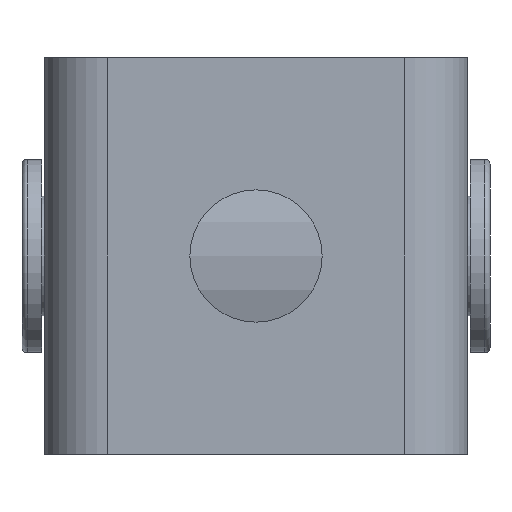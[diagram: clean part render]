
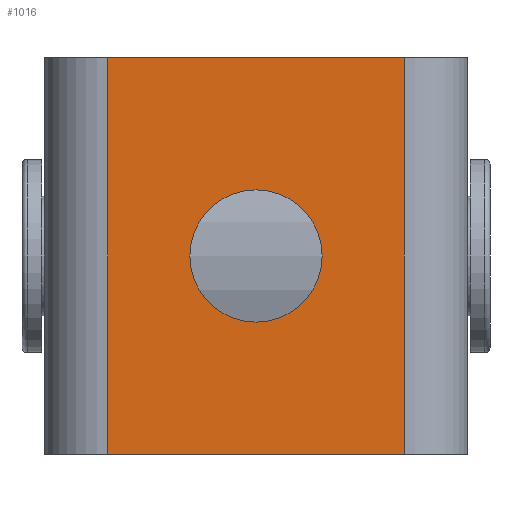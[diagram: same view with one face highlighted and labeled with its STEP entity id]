
A CAD part, left-side view. The second image highlights one B-rep face of the part: STEP entity #1016.
In plain terms, the highlighted planar face has unit normal (-1, 0, 0).
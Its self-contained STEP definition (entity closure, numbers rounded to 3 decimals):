
#29 = DIRECTION ( 'NONE',  ( 1., 0., 0. ) ) ;
#58 = EDGE_CURVE ( 'NONE', #1684, #1229, #60, .T. ) ;
#60 = LINE ( 'NONE', #863, #1950 ) ;
#75 = LINE ( 'NONE', #1172, #1497 ) ;
#106 = AXIS2_PLACEMENT_3D ( 'NONE', #1709, #29, #2017 ) ;
#113 = VECTOR ( 'NONE', #1608, 1000. ) ;
#119 = EDGE_CURVE ( 'NONE', #1852, #895, #1842, .T. ) ;
#147 = DIRECTION ( 'NONE',  ( 1., 0., 0. ) ) ;
#268 = VERTEX_POINT ( 'NONE', #1706 ) ;
#275 = EDGE_CURVE ( 'NONE', #554, #268, #75, .T. ) ;
#310 = CARTESIAN_POINT ( 'NONE',  ( -23.5, 11.2, 15. ) ) ;
#407 = EDGE_CURVE ( 'NONE', #554, #1684, #937, .T. ) ;
#431 = ORIENTED_EDGE ( 'NONE', *, *, #58, .T. ) ;
#496 = EDGE_LOOP ( 'NONE', ( #431, #901, #1034, #1788 ) ) ;
#554 = VERTEX_POINT ( 'NONE', #645 ) ;
#582 = ORIENTED_EDGE ( 'NONE', *, *, #1752, .T. ) ;
#645 = CARTESIAN_POINT ( 'NONE',  ( -23.5, 11.2, 15. ) ) ;
#653 = DIRECTION ( 'NONE',  ( 0., 1., 0. ) ) ;
#742 = AXIS2_PLACEMENT_3D ( 'NONE', #1724, #1063, #2090 ) ;
#862 = CARTESIAN_POINT ( 'NONE',  ( -23.5, -11.2, -15. ) ) ;
#863 = CARTESIAN_POINT ( 'NONE',  ( -23.5, 11.2, -15. ) ) ;
#895 = VERTEX_POINT ( 'NONE', #1627 ) ;
#901 = ORIENTED_EDGE ( 'NONE', *, *, #1650, .F. ) ;
#937 = LINE ( 'NONE', #1078, #1038 ) ;
#1016 = ADVANCED_FACE ( 'NONE', ( #1636, #1468 ), #1797, .F. ) ;
#1034 = ORIENTED_EDGE ( 'NONE', *, *, #275, .F. ) ;
#1038 = VECTOR ( 'NONE', #1899, 1000. ) ;
#1063 = DIRECTION ( 'NONE',  ( 1., 0., 0. ) ) ;
#1078 = CARTESIAN_POINT ( 'NONE',  ( -23.5, 11.2, 15. ) ) ;
#1167 = DIRECTION ( 'NONE',  ( 0., -1., 0. ) ) ;
#1172 = CARTESIAN_POINT ( 'NONE',  ( -23.5, 11.2, 15. ) ) ;
#1229 = VERTEX_POINT ( 'NONE', #862 ) ;
#1233 = LINE ( 'NONE', #1898, #113 ) ;
#1243 = CARTESIAN_POINT ( 'NONE',  ( -23.5, 11.2, -15. ) ) ;
#1302 = ORIENTED_EDGE ( 'NONE', *, *, #119, .T. ) ;
#1468 = FACE_OUTER_BOUND ( 'NONE', #496, .T. ) ;
#1497 = VECTOR ( 'NONE', #1725, 1000. ) ;
#1541 = CIRCLE ( 'NONE', #742, 5. ) ;
#1608 = DIRECTION ( 'NONE',  ( 0., 0., -1. ) ) ;
#1627 = CARTESIAN_POINT ( 'NONE',  ( -23.5, 5., 0. ) ) ;
#1636 = FACE_BOUND ( 'NONE', #2145, .T. ) ;
#1650 = EDGE_CURVE ( 'NONE', #268, #1229, #1233, .T. ) ;
#1684 = VERTEX_POINT ( 'NONE', #1243 ) ;
#1706 = CARTESIAN_POINT ( 'NONE',  ( -23.5, -11.2, 15. ) ) ;
#1709 = CARTESIAN_POINT ( 'NONE',  ( -23.5, 0., 0. ) ) ;
#1724 = CARTESIAN_POINT ( 'NONE',  ( -23.5, 0., 0. ) ) ;
#1725 = DIRECTION ( 'NONE',  ( 0., -1., 0. ) ) ;
#1752 = EDGE_CURVE ( 'NONE', #895, #1852, #1541, .T. ) ;
#1788 = ORIENTED_EDGE ( 'NONE', *, *, #407, .T. ) ;
#1797 = PLANE ( 'NONE',  #1881 ) ;
#1822 = CARTESIAN_POINT ( 'NONE',  ( -23.5, -5., 0. ) ) ;
#1842 = CIRCLE ( 'NONE', #106, 5. ) ;
#1852 = VERTEX_POINT ( 'NONE', #1822 ) ;
#1881 = AXIS2_PLACEMENT_3D ( 'NONE', #310, #147, #653 ) ;
#1898 = CARTESIAN_POINT ( 'NONE',  ( -23.5, -11.2, 15. ) ) ;
#1899 = DIRECTION ( 'NONE',  ( 0., 0., -1. ) ) ;
#1950 = VECTOR ( 'NONE', #1167, 1000. ) ;
#2017 = DIRECTION ( 'NONE',  ( 0., 1., 0. ) ) ;
#2090 = DIRECTION ( 'NONE',  ( 0., 1., 0. ) ) ;
#2145 = EDGE_LOOP ( 'NONE', ( #1302, #582 ) ) ;
